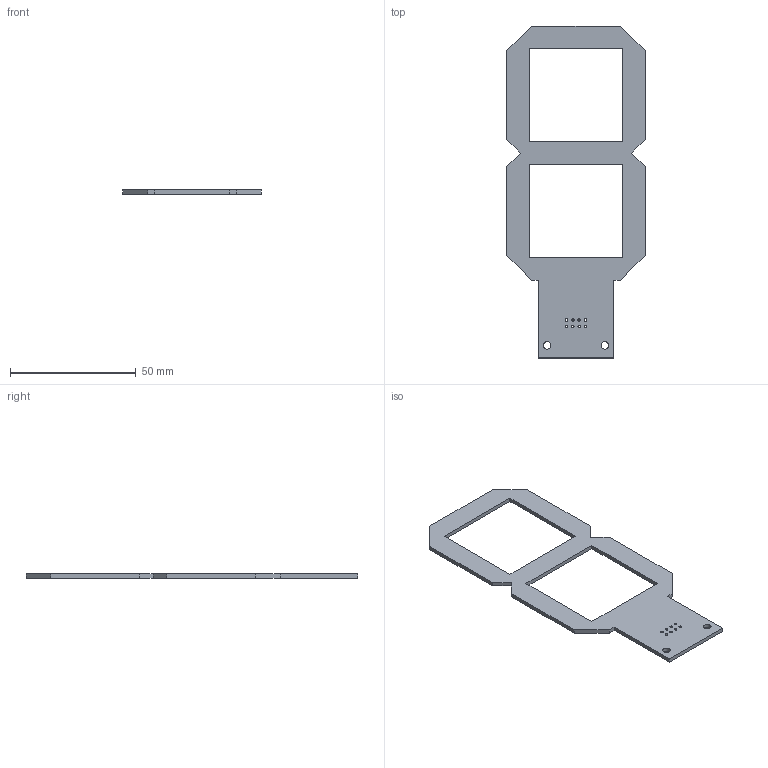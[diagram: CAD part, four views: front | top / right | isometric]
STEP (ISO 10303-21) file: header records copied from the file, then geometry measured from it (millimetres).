
FILE_DESCRIPTION(('KiCad electronic assembly'),'2;1');
FILE_NAME('Time-O-Mat_SegmentDisplay_H00.step','2022-01-15T17:30:26',( 'Pcbnew'),('Kicad'),'Open CASCADE STEP processor 7.5', 'KiCad to STEP converter','Unknown');
FILE_SCHEMA(('AUTOMOTIVE_DESIGN { 1 0 10303 214 1 1 1 1 }'));
Length unit declared in the file: millimetre
Products named in the file (2): Time-O-Mat_SegmentDisplay_H00 1; _autosave-Time-O-Mat_SegmentDisplay_H00 PCB
Assembly tree (1 placements, depth 2):
  Time-O-Mat_SegmentDisplay_H00 1
    _autosave-Time-O-Mat_SegmentDisplay_H00 PCB
Bounding box: 55.13 x 132.26 x 1.6 mm (x, y, z)
Volume: 5573.8 mm3; surface area: 8089.9 mm2
Topology: 1 solids, 1 shells, 38 faces, 108 edges, 72 vertices
Faces by surface type: plane 28, cylinder 10
Full cylindrical faces by diameter (mm): 1 x8, 3 x2
Entity records: 2731 total; most frequent: CARTESIAN_POINT 436, DIRECTION 424, LINE 284, VECTOR 284, ORIENTED_EDGE 216, PCURVE 216, DEFINITIONAL_REPRESENTATION 216, EDGE_CURVE 108
